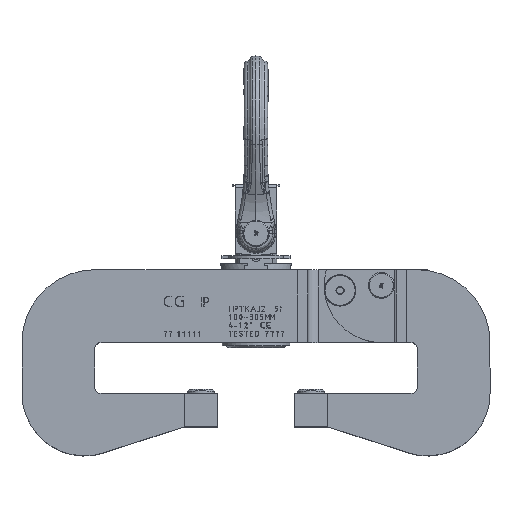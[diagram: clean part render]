
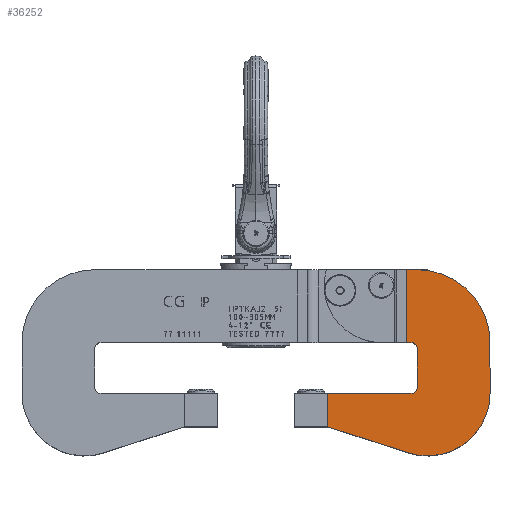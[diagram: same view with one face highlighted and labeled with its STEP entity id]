
A CAD part, top view. The second image highlights one B-rep face of the part: STEP entity #36252.
In plain terms, the highlighted face is planar.
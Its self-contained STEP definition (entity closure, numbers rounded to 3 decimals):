
#1349=CIRCLE('',#38757,60.);
#1351=CIRCLE('',#38763,6.);
#1353=CIRCLE('',#38767,6.);
#1355=CIRCLE('',#38773,70.);
#4634=FACE_OUTER_BOUND('',#6819,.T.);
#6819=EDGE_LOOP('',(#27631,#27632,#27633,#27634,#27635,#27636,#27637,#27638,
#27639,#27640,#27641,#27642));
#9797=LINE('',#56452,#12910);
#9802=LINE('',#56466,#12915);
#9805=LINE('',#56472,#12918);
#9808=LINE('',#56478,#12921);
#9812=LINE('',#56490,#12925);
#9816=LINE('',#56502,#12929);
#9819=LINE('',#56508,#12932);
#9822=LINE('',#56514,#12935);
#12910=VECTOR('',#43658,10.);
#12915=VECTOR('',#43671,10.);
#12918=VECTOR('',#43676,10.);
#12921=VECTOR('',#43681,10.);
#12925=VECTOR('',#43693,10.);
#12929=VECTOR('',#43705,10.);
#12932=VECTOR('',#43710,10.);
#12935=VECTOR('',#43715,10.);
#15884=VERTEX_POINT('',#56450);
#15885=VERTEX_POINT('',#56451);
#15888=VERTEX_POINT('',#56459);
#15890=VERTEX_POINT('',#56465);
#15892=VERTEX_POINT('',#56471);
#15894=VERTEX_POINT('',#56477);
#15896=VERTEX_POINT('',#56483);
#15898=VERTEX_POINT('',#56489);
#15900=VERTEX_POINT('',#56495);
#15902=VERTEX_POINT('',#56501);
#15904=VERTEX_POINT('',#56507);
#15906=VERTEX_POINT('',#56513);
#20084=EDGE_CURVE('',#15884,#15885,#9797,.T.);
#20088=EDGE_CURVE('',#15885,#15888,#1349,.T.);
#20091=EDGE_CURVE('',#15888,#15890,#9802,.T.);
#20094=EDGE_CURVE('',#15890,#15892,#9805,.T.);
#20097=EDGE_CURVE('',#15892,#15894,#9808,.T.);
#20100=EDGE_CURVE('',#15894,#15896,#1351,.T.);
#20103=EDGE_CURVE('',#15896,#15898,#9812,.T.);
#20106=EDGE_CURVE('',#15898,#15900,#1353,.T.);
#20109=EDGE_CURVE('',#15900,#15902,#9816,.T.);
#20112=EDGE_CURVE('',#15902,#15904,#9819,.T.);
#20115=EDGE_CURVE('',#15904,#15906,#9822,.T.);
#20118=EDGE_CURVE('',#15906,#15884,#1355,.T.);
#27631=ORIENTED_EDGE('',*,*,#20084,.F.);
#27632=ORIENTED_EDGE('',*,*,#20118,.F.);
#27633=ORIENTED_EDGE('',*,*,#20115,.F.);
#27634=ORIENTED_EDGE('',*,*,#20112,.F.);
#27635=ORIENTED_EDGE('',*,*,#20109,.F.);
#27636=ORIENTED_EDGE('',*,*,#20106,.F.);
#27637=ORIENTED_EDGE('',*,*,#20103,.F.);
#27638=ORIENTED_EDGE('',*,*,#20100,.F.);
#27639=ORIENTED_EDGE('',*,*,#20097,.F.);
#27640=ORIENTED_EDGE('',*,*,#20094,.F.);
#27641=ORIENTED_EDGE('',*,*,#20091,.F.);
#27642=ORIENTED_EDGE('',*,*,#20088,.F.);
#34859=PLANE('',#38775);
#36252=ADVANCED_FACE('',(#4634),#34859,.F.);
#38757=AXIS2_PLACEMENT_3D('',#56460,#43664,#43665);
#38763=AXIS2_PLACEMENT_3D('',#56484,#43686,#43687);
#38767=AXIS2_PLACEMENT_3D('',#56496,#43698,#43699);
#38773=AXIS2_PLACEMENT_3D('',#56519,#43720,#43721);
#38775=AXIS2_PLACEMENT_3D('',#56521,#43724,#43725);
#43658=DIRECTION('',(0.,-1.,0.));
#43664=DIRECTION('center_axis',(0.,0.,1.));
#43665=DIRECTION('ref_axis',(-1.,0.,0.));
#43671=DIRECTION('',(0.951,0.308,0.));
#43676=DIRECTION('',(0.,1.,0.));
#43681=DIRECTION('',(-1.,0.,0.));
#43686=DIRECTION('center_axis',(0.,0.,-1.));
#43687=DIRECTION('ref_axis',(1.,0.,0.));
#43693=DIRECTION('',(0.,1.,0.));
#43698=DIRECTION('center_axis',(0.,0.,-1.));
#43699=DIRECTION('ref_axis',(0.,-1.,0.));
#43705=DIRECTION('',(1.,0.,0.));
#43710=DIRECTION('',(0.,1.,0.));
#43715=DIRECTION('',(-1.,0.,0.));
#43720=DIRECTION('center_axis',(0.,0.,1.));
#43721=DIRECTION('ref_axis',(0.,1.,0.));
#43724=DIRECTION('center_axis',(0.,0.,1.));
#43725=DIRECTION('ref_axis',(1.,0.,0.));
#56450=CARTESIAN_POINT('',(-155.,0.,-12.));
#56451=CARTESIAN_POINT('',(-155.,-49.,-12.));
#56452=CARTESIAN_POINT('',(-155.,0.,-12.));
#56459=CARTESIAN_POINT('',(-76.529,-106.086,-12.));
#56460=CARTESIAN_POINT('Origin',(-95.,-49.,-12.));
#56465=CARTESIAN_POINT('',(1.,-81.,-12.));
#56466=CARTESIAN_POINT('',(-76.529,-106.086,-12.));
#56471=CARTESIAN_POINT('',(1.,-49.,-12.));
#56472=CARTESIAN_POINT('',(1.,-81.,-12.));
#56477=CARTESIAN_POINT('',(-79.,-49.,-12.));
#56478=CARTESIAN_POINT('',(1.,-49.,-12.));
#56483=CARTESIAN_POINT('',(-85.,-43.,-12.));
#56484=CARTESIAN_POINT('Origin',(-79.,-43.,-12.));
#56489=CARTESIAN_POINT('',(-85.,-6.,-12.));
#56490=CARTESIAN_POINT('',(-85.,-43.,-12.));
#56495=CARTESIAN_POINT('',(-79.,0.,-12.));
#56496=CARTESIAN_POINT('Origin',(-79.,-6.,-12.));
#56501=CARTESIAN_POINT('',(-75.,0.,-12.));
#56502=CARTESIAN_POINT('',(-79.,0.,-12.));
#56507=CARTESIAN_POINT('',(-75.,70.,-12.));
#56508=CARTESIAN_POINT('',(-75.,0.,-12.));
#56513=CARTESIAN_POINT('',(-85.,70.,-12.));
#56514=CARTESIAN_POINT('',(-75.,70.,-12.));
#56519=CARTESIAN_POINT('Origin',(-85.,0.,-12.));
#56521=CARTESIAN_POINT('Origin',(-87.59,-30.307,-12.));
